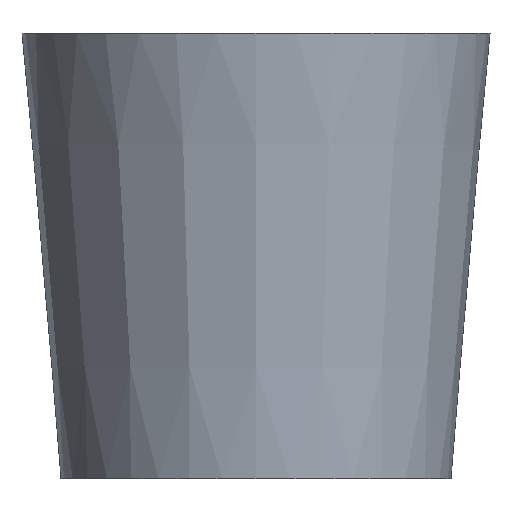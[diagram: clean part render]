
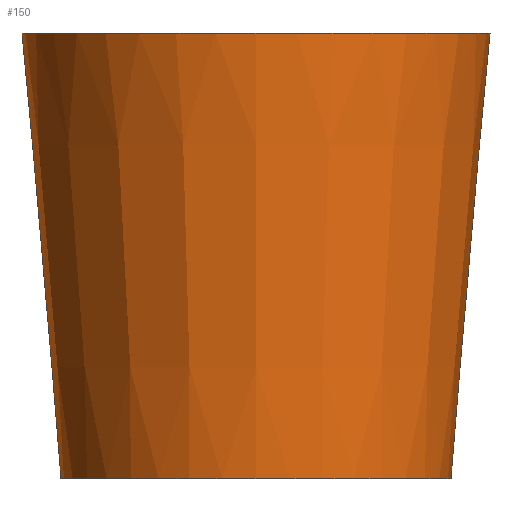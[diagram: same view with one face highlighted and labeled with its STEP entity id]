
A CAD part, left-side view. The second image highlights one B-rep face of the part: STEP entity #150.
In plain terms, the highlighted conical face has half-angle 5 degrees and reference radius 87.5 mm.
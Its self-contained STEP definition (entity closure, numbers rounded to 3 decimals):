
#19=CONICAL_SURFACE('',#177,87.5,0.087);
#26=FACE_OUTER_BOUND('',#36,.T.);
#36=EDGE_LOOP('',(#129,#130,#131,#132));
#52=LINE('',#262,#64);
#64=VECTOR('',#219,87.5);
#69=CIRCLE('',#178,104.998);
#70=CIRCLE('',#179,87.5);
#81=VERTEX_POINT('',#259);
#82=VERTEX_POINT('',#261);
#98=EDGE_CURVE('',#81,#81,#69,.T.);
#99=EDGE_CURVE('',#81,#82,#52,.T.);
#100=EDGE_CURVE('',#82,#82,#70,.T.);
#129=ORIENTED_EDGE('',*,*,#98,.T.);
#130=ORIENTED_EDGE('',*,*,#99,.T.);
#131=ORIENTED_EDGE('',*,*,#100,.T.);
#132=ORIENTED_EDGE('',*,*,#99,.F.);
#150=ADVANCED_FACE('',(#26),#19,.T.);
#177=AXIS2_PLACEMENT_3D('',#258,#215,#216);
#178=AXIS2_PLACEMENT_3D('',#260,#217,#218);
#179=AXIS2_PLACEMENT_3D('',#263,#220,#221);
#215=DIRECTION('center_axis',(0.,0.,1.));
#216=DIRECTION('ref_axis',(1.,0.,0.));
#217=DIRECTION('center_axis',(0.,0.,-1.));
#218=DIRECTION('ref_axis',(1.,0.,0.));
#219=DIRECTION('',(0.087,0.,-0.996));
#220=DIRECTION('center_axis',(0.,0.,1.));
#221=DIRECTION('ref_axis',(1.,0.,0.));
#258=CARTESIAN_POINT('Origin',(0.,0.,0.));
#259=CARTESIAN_POINT('',(-104.998,0.,200.));
#260=CARTESIAN_POINT('Origin',(0.,0.,200.));
#261=CARTESIAN_POINT('',(-87.5,0.,0.));
#262=CARTESIAN_POINT('',(-87.5,0.,0.));
#263=CARTESIAN_POINT('Origin',(0.,0.,0.));
